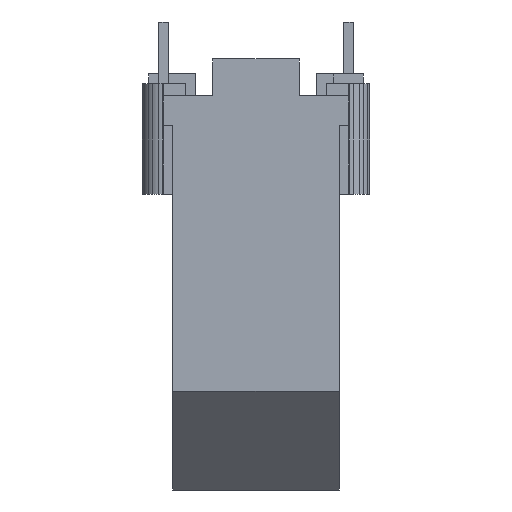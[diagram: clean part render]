
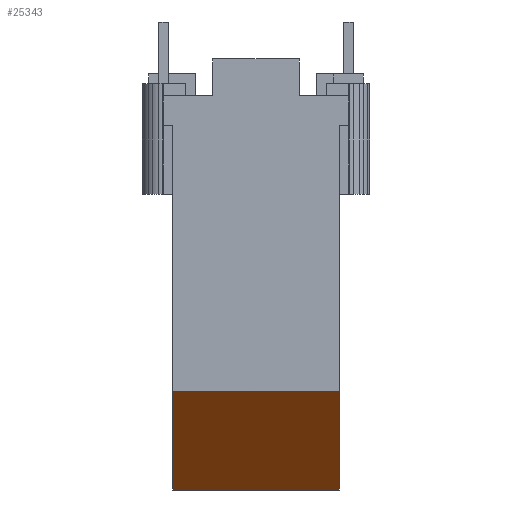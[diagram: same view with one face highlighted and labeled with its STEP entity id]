
A CAD part, front view. The second image highlights one B-rep face of the part: STEP entity #25343.
In plain terms, the highlighted planar face has unit normal (0, -0.707, -0.707).
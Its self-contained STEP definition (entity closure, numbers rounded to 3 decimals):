
#7281 = PLANE('',#7282);
#7282 = AXIS2_PLACEMENT_3D('',#7283,#7284,#7285);
#7283 = CARTESIAN_POINT('',(13.5,0.509,29.6));
#7284 = DIRECTION('',(1.,0.,0.));
#7285 = DIRECTION('',(0.,0.,1.));
#7409 = VERTEX_POINT('',#7410);
#7410 = CARTESIAN_POINT('',(13.5,0.,8.));
#7424 = PLANE('',#7425);
#7425 = AXIS2_PLACEMENT_3D('',#7426,#7427,#7428);
#7426 = CARTESIAN_POINT('',(14.3,0.,29.6));
#7427 = DIRECTION('',(0.,-1.,0.));
#7428 = DIRECTION('',(0.,0.,-1.));
#7436 = EDGE_CURVE('',#7437,#7409,#7439,.T.);
#7437 = VERTEX_POINT('',#7438);
#7438 = CARTESIAN_POINT('',(13.5,8.,0.));
#7439 = SURFACE_CURVE('',#7440,(#7444,#7451),.PCURVE_S1.);
#7440 = LINE('',#7441,#7442);
#7441 = CARTESIAN_POINT('',(13.5,8.,0.));
#7442 = VECTOR('',#7443,1.);
#7443 = DIRECTION('',(0.,-0.707,0.707));
#7444 = PCURVE('',#7281,#7445);
#7445 = DEFINITIONAL_REPRESENTATION('',(#7446),#7450);
#7446 = LINE('',#7447,#7448);
#7447 = CARTESIAN_POINT('',(-29.6,-7.491));
#7448 = VECTOR('',#7449,1.);
#7449 = DIRECTION('',(0.707,0.707));
#7450 = ( GEOMETRIC_REPRESENTATION_CONTEXT(2) 
PARAMETRIC_REPRESENTATION_CONTEXT() REPRESENTATION_CONTEXT('2D SPACE',''
  ) );
#7451 = PCURVE('',#7452,#7457);
#7452 = PLANE('',#7453);
#7453 = AXIS2_PLACEMENT_3D('',#7454,#7455,#7456);
#7454 = CARTESIAN_POINT('',(13.5,8.,0.));
#7455 = DIRECTION('',(0.,-0.707,
    -0.707));
#7456 = DIRECTION('',(0.,0.707,-0.707));
#7457 = DEFINITIONAL_REPRESENTATION('',(#7458),#7462);
#7458 = LINE('',#7459,#7460);
#7459 = CARTESIAN_POINT('',(0.,0.));
#7460 = VECTOR('',#7461,1.);
#7461 = DIRECTION('',(-1.,0.));
#7462 = ( GEOMETRIC_REPRESENTATION_CONTEXT(2) 
PARAMETRIC_REPRESENTATION_CONTEXT() REPRESENTATION_CONTEXT('2D SPACE',''
  ) );
#7480 = PLANE('',#7481);
#7481 = AXIS2_PLACEMENT_3D('',#7482,#7483,#7484);
#7482 = CARTESIAN_POINT('',(13.5,8.,0.));
#7483 = DIRECTION('',(0.,0.,-1.));
#7484 = DIRECTION('',(-1.,0.,0.));
#24217 = VERTEX_POINT('',#24218);
#24218 = CARTESIAN_POINT('',(0.,0.,8.));
#24232 = PLANE('',#24233);
#24233 = AXIS2_PLACEMENT_3D('',#24234,#24235,#24236);
#24234 = CARTESIAN_POINT('',(0.,31.491,29.6));
#24235 = DIRECTION('',(-1.,0.,0.));
#24236 = DIRECTION('',(0.,0.,-1.));
#24244 = EDGE_CURVE('',#24217,#7409,#24245,.T.);
#24245 = SURFACE_CURVE('',#24246,(#24250,#24257),.PCURVE_S1.);
#24246 = LINE('',#24247,#24248);
#24247 = CARTESIAN_POINT('',(0.,0.,8.));
#24248 = VECTOR('',#24249,1.);
#24249 = DIRECTION('',(1.,0.,0.));
#24250 = PCURVE('',#7424,#24251);
#24251 = DEFINITIONAL_REPRESENTATION('',(#24252),#24256);
#24252 = LINE('',#24253,#24254);
#24253 = CARTESIAN_POINT('',(21.6,-14.3));
#24254 = VECTOR('',#24255,1.);
#24255 = DIRECTION('',(0.,1.));
#24256 = ( GEOMETRIC_REPRESENTATION_CONTEXT(2) 
PARAMETRIC_REPRESENTATION_CONTEXT() REPRESENTATION_CONTEXT('2D SPACE',''
  ) );
#24257 = PCURVE('',#7452,#24258);
#24258 = DEFINITIONAL_REPRESENTATION('',(#24259),#24263);
#24259 = LINE('',#24260,#24261);
#24260 = CARTESIAN_POINT('',(-11.314,-13.5));
#24261 = VECTOR('',#24262,1.);
#24262 = DIRECTION('',(0.,1.));
#24263 = ( GEOMETRIC_REPRESENTATION_CONTEXT(2) 
PARAMETRIC_REPRESENTATION_CONTEXT() REPRESENTATION_CONTEXT('2D SPACE',''
  ) );
#25343 = ADVANCED_FACE('',(#25344),#7452,.T.);
#25344 = FACE_BOUND('',#25345,.T.);
#25345 = EDGE_LOOP('',(#25346,#25347,#25348,#25371));
#25346 = ORIENTED_EDGE('',*,*,#7436,.T.);
#25347 = ORIENTED_EDGE('',*,*,#24244,.F.);
#25348 = ORIENTED_EDGE('',*,*,#25349,.T.);
#25349 = EDGE_CURVE('',#24217,#25350,#25352,.T.);
#25350 = VERTEX_POINT('',#25351);
#25351 = CARTESIAN_POINT('',(0.,8.,0.));
#25352 = SURFACE_CURVE('',#25353,(#25357,#25364),.PCURVE_S1.);
#25353 = LINE('',#25354,#25355);
#25354 = CARTESIAN_POINT('',(0.,0.,8.));
#25355 = VECTOR('',#25356,1.);
#25356 = DIRECTION('',(0.,0.707,-0.707));
#25357 = PCURVE('',#7452,#25358);
#25358 = DEFINITIONAL_REPRESENTATION('',(#25359),#25363);
#25359 = LINE('',#25360,#25361);
#25360 = CARTESIAN_POINT('',(-11.314,-13.5));
#25361 = VECTOR('',#25362,1.);
#25362 = DIRECTION('',(1.,0.));
#25363 = ( GEOMETRIC_REPRESENTATION_CONTEXT(2) 
PARAMETRIC_REPRESENTATION_CONTEXT() REPRESENTATION_CONTEXT('2D SPACE',''
  ) );
#25364 = PCURVE('',#24232,#25365);
#25365 = DEFINITIONAL_REPRESENTATION('',(#25366),#25370);
#25366 = LINE('',#25367,#25368);
#25367 = CARTESIAN_POINT('',(21.6,31.491));
#25368 = VECTOR('',#25369,1.);
#25369 = DIRECTION('',(0.707,-0.707));
#25370 = ( GEOMETRIC_REPRESENTATION_CONTEXT(2) 
PARAMETRIC_REPRESENTATION_CONTEXT() REPRESENTATION_CONTEXT('2D SPACE',''
  ) );
#25371 = ORIENTED_EDGE('',*,*,#25372,.F.);
#25372 = EDGE_CURVE('',#7437,#25350,#25373,.T.);
#25373 = SURFACE_CURVE('',#25374,(#25378,#25385),.PCURVE_S1.);
#25374 = LINE('',#25375,#25376);
#25375 = CARTESIAN_POINT('',(13.5,8.,0.));
#25376 = VECTOR('',#25377,1.);
#25377 = DIRECTION('',(-1.,0.,0.));
#25378 = PCURVE('',#7452,#25379);
#25379 = DEFINITIONAL_REPRESENTATION('',(#25380),#25384);
#25380 = LINE('',#25381,#25382);
#25381 = CARTESIAN_POINT('',(0.,0.));
#25382 = VECTOR('',#25383,1.);
#25383 = DIRECTION('',(0.,-1.));
#25384 = ( GEOMETRIC_REPRESENTATION_CONTEXT(2) 
PARAMETRIC_REPRESENTATION_CONTEXT() REPRESENTATION_CONTEXT('2D SPACE',''
  ) );
#25385 = PCURVE('',#7480,#25386);
#25386 = DEFINITIONAL_REPRESENTATION('',(#25387),#25391);
#25387 = LINE('',#25388,#25389);
#25388 = CARTESIAN_POINT('',(0.,0.));
#25389 = VECTOR('',#25390,1.);
#25390 = DIRECTION('',(1.,0.));
#25391 = ( GEOMETRIC_REPRESENTATION_CONTEXT(2) 
PARAMETRIC_REPRESENTATION_CONTEXT() REPRESENTATION_CONTEXT('2D SPACE',''
  ) );
